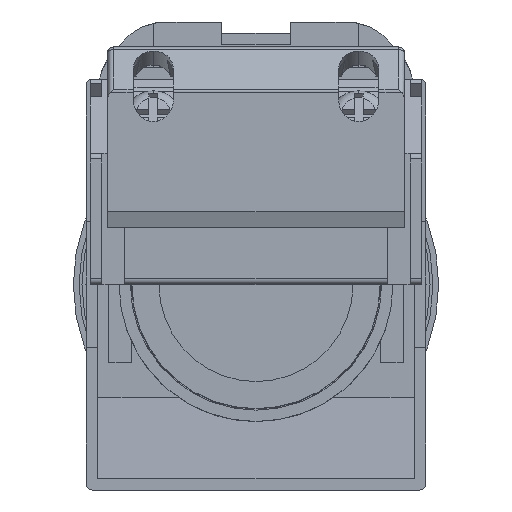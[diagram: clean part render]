
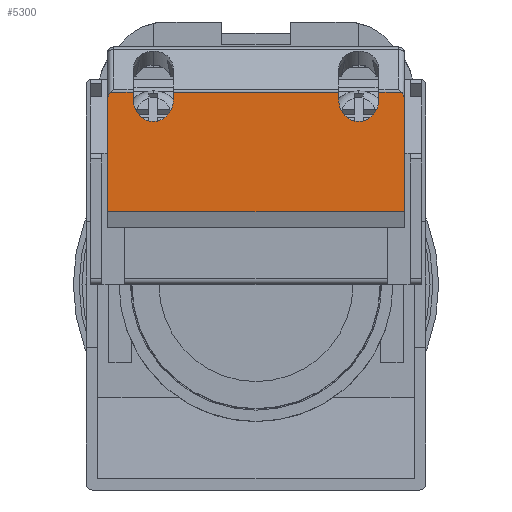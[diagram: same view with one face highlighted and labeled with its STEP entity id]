
A CAD part, front view. The second image highlights one B-rep face of the part: STEP entity #5300.
In plain terms, the highlighted planar face has unit normal (0, -1, 0).
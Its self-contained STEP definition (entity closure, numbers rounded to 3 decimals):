
#122 = CARTESIAN_POINT ( 'NONE',  ( 10.75, -41.5, 12.377 ) ) ;
#238 = DIRECTION ( 'NONE',  ( -1., 0., 0. ) ) ;
#272 = DIRECTION ( 'NONE',  ( 0., 1., 0. ) ) ;
#318 = VERTEX_POINT ( 'NONE', #7166 ) ;
#458 = VECTOR ( 'NONE', #9361, 1000. ) ;
#479 = VERTEX_POINT ( 'NONE', #3505 ) ;
#592 = CARTESIAN_POINT ( 'NONE',  ( -10.75, -41.5, 12.377 ) ) ;
#689 = CARTESIAN_POINT ( 'NONE',  ( 13., -41.5, 6.374 ) ) ;
#732 = CARTESIAN_POINT ( 'NONE',  ( -12.76, -41.5, 16.86 ) ) ;
#761 = VECTOR ( 'NONE', #1276, 1000. ) ;
#766 = ORIENTED_EDGE ( 'NONE', *, *, #5020, .T. ) ;
#911 = CARTESIAN_POINT ( 'NONE',  ( 10.75, -41.5, 16.86 ) ) ;
#1071 = CARTESIAN_POINT ( 'NONE',  ( 13., -41.5, 16.039 ) ) ;
#1128 = CARTESIAN_POINT ( 'NONE',  ( -13., -41.5, 6.374 ) ) ;
#1276 = DIRECTION ( 'NONE',  ( 0., 0., 1. ) ) ;
#1576 = EDGE_CURVE ( 'NONE', #2853, #318, #3314, .T. ) ;
#1630 = LINE ( 'NONE', #3676, #9739 ) ;
#1679 = EDGE_CURVE ( 'NONE', #479, #7503, #6431, .T. ) ;
#1850 = VERTEX_POINT ( 'NONE', #3781 ) ;
#1927 = CARTESIAN_POINT ( 'NONE',  ( 10.75, -41.5, 16.185 ) ) ;
#1999 = VERTEX_POINT ( 'NONE', #911 ) ;
#2046 = ORIENTED_EDGE ( 'NONE', *, *, #5296, .T. ) ;
#2106 = VECTOR ( 'NONE', #2276, 1000. ) ;
#2129 = CARTESIAN_POINT ( 'NONE',  ( -7.25, -41.5, 16.185 ) ) ;
#2239 = CARTESIAN_POINT ( 'NONE',  ( -7.25, -41.5, 16.185 ) ) ;
#2276 = DIRECTION ( 'NONE',  ( 0., 0., -1. ) ) ;
#2363 = VECTOR ( 'NONE', #6695, 1000. ) ;
#2383 = CARTESIAN_POINT ( 'NONE',  ( -12.76, -41.5, 16.86 ) ) ;
#2501 =( BOUNDED_CURVE ( )  B_SPLINE_CURVE ( 3, ( #3163, #6987, #122, #5476 ),
 .UNSPECIFIED., .F., .F. ) 
 B_SPLINE_CURVE_WITH_KNOTS ( ( 4, 4 ),
 ( 4.712, 7.854 ),
 .UNSPECIFIED. ) 
 CURVE ( )  GEOMETRIC_REPRESENTATION_ITEM ( )  RATIONAL_B_SPLINE_CURVE ( ( 1., 0.333, 0.333, 1. ) ) 
 REPRESENTATION_ITEM ( '' )  );
#2636 = CARTESIAN_POINT ( 'NONE',  ( -7.25, -41.5, 6.374 ) ) ;
#2722 = LINE ( 'NONE', #4025, #458 ) ;
#2727 = EDGE_CURVE ( 'NONE', #2853, #6396, #1630, .T. ) ;
#2774 = ORIENTED_EDGE ( 'NONE', *, *, #4007, .F. ) ;
#2819 = FACE_OUTER_BOUND ( 'NONE', #3626, .T. ) ;
#2853 = VERTEX_POINT ( 'NONE', #8442 ) ;
#2870 = CARTESIAN_POINT ( 'NONE',  ( 13., -41.5, 6.374 ) ) ;
#2945 = VECTOR ( 'NONE', #9030, 1000. ) ;
#3027 = LINE ( 'NONE', #6624, #761 ) ;
#3163 = CARTESIAN_POINT ( 'NONE',  ( 7.25, -41.5, 16.185 ) ) ;
#3314 = LINE ( 'NONE', #4652, #9170 ) ;
#3334 = EDGE_CURVE ( 'NONE', #479, #7937, #7042, .T. ) ;
#3353 =( BOUNDED_CURVE ( )  B_SPLINE_CURVE ( 3, ( #3622, #592, #6709, #2129 ),
 .UNSPECIFIED., .F., .F. ) 
 B_SPLINE_CURVE_WITH_KNOTS ( ( 4, 4 ),
 ( 4.712, 7.854 ),
 .UNSPECIFIED. ) 
 CURVE ( )  GEOMETRIC_REPRESENTATION_ITEM ( )  RATIONAL_B_SPLINE_CURVE ( ( 1., 0.333, 0.333, 1. ) ) 
 REPRESENTATION_ITEM ( '' )  );
#3363 = EDGE_CURVE ( 'NONE', #3694, #6396, #7590, .T. ) ;
#3366 = CARTESIAN_POINT ( 'NONE',  ( 12.76, -41.5, 16.86 ) ) ;
#3428 = LINE ( 'NONE', #7538, #2945 ) ;
#3495 = ORIENTED_EDGE ( 'NONE', *, *, #6462, .T. ) ;
#3505 = CARTESIAN_POINT ( 'NONE',  ( 13., -41.5, 16.039 ) ) ;
#3622 = CARTESIAN_POINT ( 'NONE',  ( -10.75, -41.5, 16.185 ) ) ;
#3626 = EDGE_LOOP ( 'NONE', ( #4674, #5196, #5144, #2774, #7970, #2046, #3495, #4878, #9688, #4484, #7293, #766, #8339, #5988 ) ) ;
#3676 = CARTESIAN_POINT ( 'NONE',  ( 13., -41.5, 16.86 ) ) ;
#3694 = VERTEX_POINT ( 'NONE', #2239 ) ;
#3781 = CARTESIAN_POINT ( 'NONE',  ( -10.75, -41.5, 16.86 ) ) ;
#3859 = VERTEX_POINT ( 'NONE', #1927 ) ;
#3912 = CARTESIAN_POINT ( 'NONE',  ( -13., -41.5, 16.039 ) ) ;
#4007 = EDGE_CURVE ( 'NONE', #9689, #3694, #3353, .T. ) ;
#4013 = PLANE ( 'NONE',  #9566 ) ;
#4025 = CARTESIAN_POINT ( 'NONE',  ( -10.75, -41.5, 6.374 ) ) ;
#4484 = ORIENTED_EDGE ( 'NONE', *, *, #1679, .F. ) ;
#4536 = CARTESIAN_POINT ( 'NONE',  ( -13., -41.5, 6.374 ) ) ;
#4648 = CARTESIAN_POINT ( 'NONE',  ( -10.75, -41.5, 16.185 ) ) ;
#4652 = CARTESIAN_POINT ( 'NONE',  ( 7.25, -41.5, 6.374 ) ) ;
#4657 = EDGE_CURVE ( 'NONE', #1850, #9689, #2722, .T. ) ;
#4674 = ORIENTED_EDGE ( 'NONE', *, *, #1576, .F. ) ;
#4699 =( BOUNDED_CURVE ( )  B_SPLINE_CURVE ( 3, ( #2383, #7737, #8478, #3912 ),
 .UNSPECIFIED., .F., .F. ) 
 B_SPLINE_CURVE_WITH_KNOTS ( ( 4, 4 ),
 ( 3.689, 4.712 ),
 .UNSPECIFIED. ) 
 CURVE ( )  GEOMETRIC_REPRESENTATION_ITEM ( )  RATIONAL_B_SPLINE_CURVE ( ( 1., 0.915, 0.915, 1. ) ) 
 REPRESENTATION_ITEM ( '' )  );
#4777 = VERTEX_POINT ( 'NONE', #1128 ) ;
#4811 = CARTESIAN_POINT ( 'NONE',  ( 13., -41.5, 16.86 ) ) ;
#4854 = VECTOR ( 'NONE', #238, 1000. ) ;
#4878 = ORIENTED_EDGE ( 'NONE', *, *, #8126, .T. ) ;
#5020 = EDGE_CURVE ( 'NONE', #7937, #1999, #3428, .T. ) ;
#5055 = VECTOR ( 'NONE', #9376, 1000. ) ;
#5144 = ORIENTED_EDGE ( 'NONE', *, *, #3363, .F. ) ;
#5196 = ORIENTED_EDGE ( 'NONE', *, *, #2727, .T. ) ;
#5296 = EDGE_CURVE ( 'NONE', #1850, #6843, #8676, .T. ) ;
#5300 = ADVANCED_FACE ( 'NONE', ( #2819 ), #4013, .F. ) ;
#5476 = CARTESIAN_POINT ( 'NONE',  ( 10.75, -41.5, 16.185 ) ) ;
#5621 = DIRECTION ( 'NONE',  ( 0., 0., 1. ) ) ;
#5916 = CARTESIAN_POINT ( 'NONE',  ( -13., -41.5, 16.039 ) ) ;
#5988 = ORIENTED_EDGE ( 'NONE', *, *, #9390, .F. ) ;
#6396 = VERTEX_POINT ( 'NONE', #7667 ) ;
#6413 = LINE ( 'NONE', #4536, #2106 ) ;
#6431 = LINE ( 'NONE', #2870, #2363 ) ;
#6462 = EDGE_CURVE ( 'NONE', #6843, #6764, #4699, .T. ) ;
#6624 = CARTESIAN_POINT ( 'NONE',  ( 10.75, -41.5, 6.374 ) ) ;
#6690 = EDGE_CURVE ( 'NONE', #3859, #1999, #3027, .T. ) ;
#6695 = DIRECTION ( 'NONE',  ( 0., 0., -1. ) ) ;
#6709 = CARTESIAN_POINT ( 'NONE',  ( -7.25, -41.5, 12.377 ) ) ;
#6764 = VERTEX_POINT ( 'NONE', #5916 ) ;
#6843 = VERTEX_POINT ( 'NONE', #732 ) ;
#6987 = CARTESIAN_POINT ( 'NONE',  ( 7.25, -41.5, 12.377 ) ) ;
#7042 =( BOUNDED_CURVE ( )  B_SPLINE_CURVE ( 3, ( #1071, #9439, #7953, #3366 ),
 .UNSPECIFIED., .F., .F. ) 
 B_SPLINE_CURVE_WITH_KNOTS ( ( 4, 4 ),
 ( 4.712, 5.736 ),
 .UNSPECIFIED. ) 
 CURVE ( )  GEOMETRIC_REPRESENTATION_ITEM ( )  RATIONAL_B_SPLINE_CURVE ( ( 1., 0.915, 0.915, 1. ) ) 
 REPRESENTATION_ITEM ( '' )  );
#7166 = CARTESIAN_POINT ( 'NONE',  ( 7.25, -41.5, 16.185 ) ) ;
#7293 = ORIENTED_EDGE ( 'NONE', *, *, #3334, .T. ) ;
#7395 = CARTESIAN_POINT ( 'NONE',  ( 12.76, -41.5, 16.86 ) ) ;
#7503 = VERTEX_POINT ( 'NONE', #689 ) ;
#7538 = CARTESIAN_POINT ( 'NONE',  ( 13., -41.5, 16.86 ) ) ;
#7590 = LINE ( 'NONE', #2636, #9362 ) ;
#7667 = CARTESIAN_POINT ( 'NONE',  ( -7.25, -41.5, 16.86 ) ) ;
#7737 = CARTESIAN_POINT ( 'NONE',  ( -12.913, -41.5, 16.681 ) ) ;
#7937 = VERTEX_POINT ( 'NONE', #7395 ) ;
#7953 = CARTESIAN_POINT ( 'NONE',  ( 12.913, -41.5, 16.681 ) ) ;
#7970 = ORIENTED_EDGE ( 'NONE', *, *, #4657, .F. ) ;
#7989 = DIRECTION ( 'NONE',  ( 0., 0., 1. ) ) ;
#8126 = EDGE_CURVE ( 'NONE', #6764, #4777, #6413, .T. ) ;
#8243 = DIRECTION ( 'NONE',  ( -1., 0., 0. ) ) ;
#8339 = ORIENTED_EDGE ( 'NONE', *, *, #6690, .F. ) ;
#8442 = CARTESIAN_POINT ( 'NONE',  ( 7.25, -41.5, 16.86 ) ) ;
#8478 = CARTESIAN_POINT ( 'NONE',  ( -13., -41.5, 16.382 ) ) ;
#8612 = CARTESIAN_POINT ( 'NONE',  ( 13., -41.5, 6.374 ) ) ;
#8654 = CARTESIAN_POINT ( 'NONE',  ( 13., -41.5, 6.374 ) ) ;
#8676 = LINE ( 'NONE', #4811, #4854 ) ;
#9030 = DIRECTION ( 'NONE',  ( -1., 0., 0. ) ) ;
#9104 = LINE ( 'NONE', #8612, #5055 ) ;
#9170 = VECTOR ( 'NONE', #9216, 1000. ) ;
#9216 = DIRECTION ( 'NONE',  ( 0., 0., -1. ) ) ;
#9361 = DIRECTION ( 'NONE',  ( 0., 0., -1. ) ) ;
#9362 = VECTOR ( 'NONE', #7989, 1000. ) ;
#9376 = DIRECTION ( 'NONE',  ( -1., 0., 0. ) ) ;
#9390 = EDGE_CURVE ( 'NONE', #318, #3859, #2501, .T. ) ;
#9439 = CARTESIAN_POINT ( 'NONE',  ( 13., -41.5, 16.382 ) ) ;
#9566 = AXIS2_PLACEMENT_3D ( 'NONE', #8654, #272, #5621 ) ;
#9688 = ORIENTED_EDGE ( 'NONE', *, *, #9787, .F. ) ;
#9689 = VERTEX_POINT ( 'NONE', #4648 ) ;
#9739 = VECTOR ( 'NONE', #8243, 1000. ) ;
#9787 = EDGE_CURVE ( 'NONE', #7503, #4777, #9104, .T. ) ;
